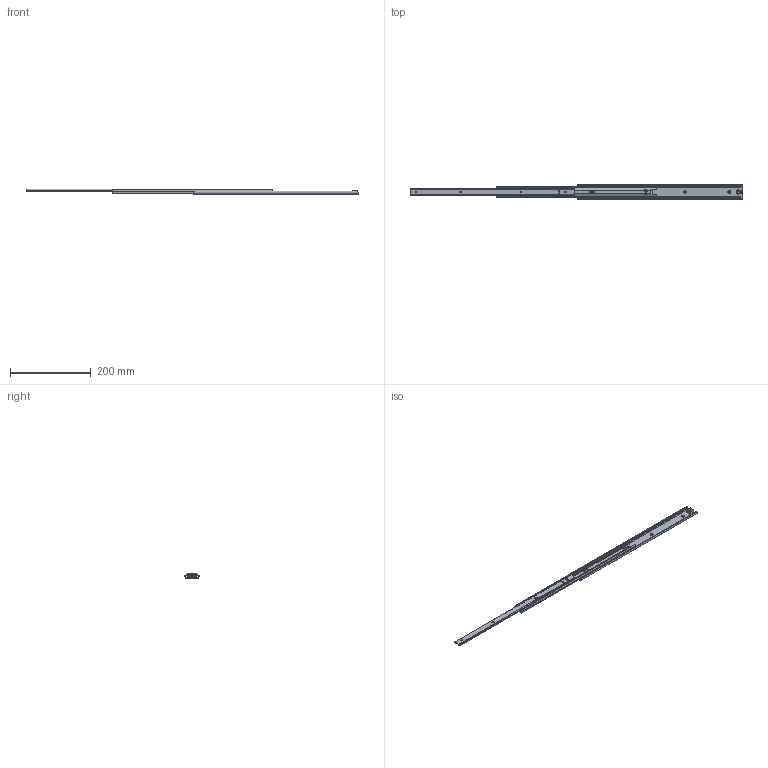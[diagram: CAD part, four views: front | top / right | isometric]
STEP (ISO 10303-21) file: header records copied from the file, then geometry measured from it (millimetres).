
FILE_DESCRIPTION (( 'STEP AP203' ), '1' );
FILE_NAME ('C351-16.STEP', '2021-03-22T01:18:42', ( '' ), ( '' ), 'SwSTEP 2.0', 'SolidWorks 2019', '' );
FILE_SCHEMA (( 'CONFIG_CONTROL_DESIGN' ));
Length unit declared in the file: millimetre
Products named in the file (6): PN32; C351-16; C351-16 IM; C351-16 OM; C351-16 CM; PN36
Assembly tree (5 placements, depth 2):
  C351-16
    C351-16 OM
    PN32
    C351-16 CM
    PN36
    C351-16 IM
Bounding box: 822.69 x 35.3 x 13 mm (x, y, z)
Volume: 71127.2 mm3; surface area: 92391.7 mm2
Topology: 5 solids, 5 shells, 300 faces, 844 edges, 550 vertices
Faces by surface type: plane 144, cylinder 136, cone 18, torus 2
Entity records: 10724 total; most frequent: CARTESIAN_POINT 2202, ORIENTED_EDGE 1688, DIRECTION 1656, EDGE_CURVE 844, AXIS2_PLACEMENT_3D 584, VERTEX_POINT 550, LINE 488, VECTOR 488
